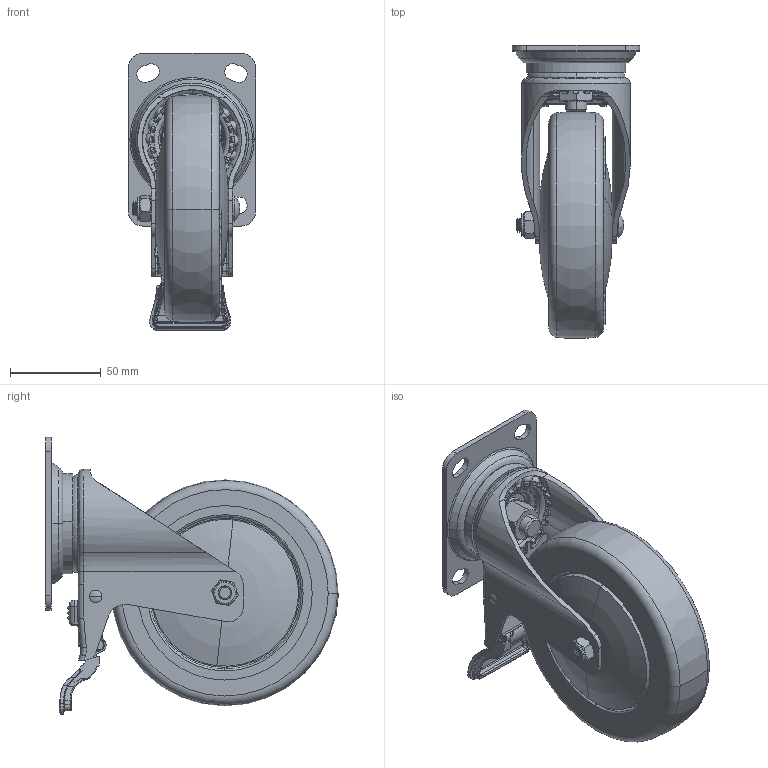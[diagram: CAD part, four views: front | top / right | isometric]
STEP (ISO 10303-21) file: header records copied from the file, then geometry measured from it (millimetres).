
FILE_DESCRIPTION (( 'STEP AP203' ), '1' );
FILE_NAME ('S5525B.STEP', '2020-02-21T05:10:19', ( '' ), ( '' ), 'SwSTEP 2.0', 'SolidWorks 2013', '' );
FILE_SCHEMA (( 'CONFIG_CONTROL_DESIGN' ));
Length unit declared in the file: millimetre
Products named in the file (1): S5525B
Bounding box: 70 x 161.13 x 152.5 mm (x, y, z)
Volume: 394057.9 mm3; surface area: 164299.2 mm2
Topology: 50 solids, 50 shells, 2157 faces, 5355 edges, 3273 vertices
Faces by surface type: bspline 583, plane 582, cylinder 484, torus 318, cone 108, sphere 82
Entity records: 78349 total; most frequent: CARTESIAN_POINT 32074, ORIENTED_EDGE 10348, DIRECTION 8785, EDGE_CURVE 5174, AXIS2_PLACEMENT_3D 3474, VERTEX_POINT 3170, EDGE_LOOP 2258, FACE_OUTER_BOUND 2157
